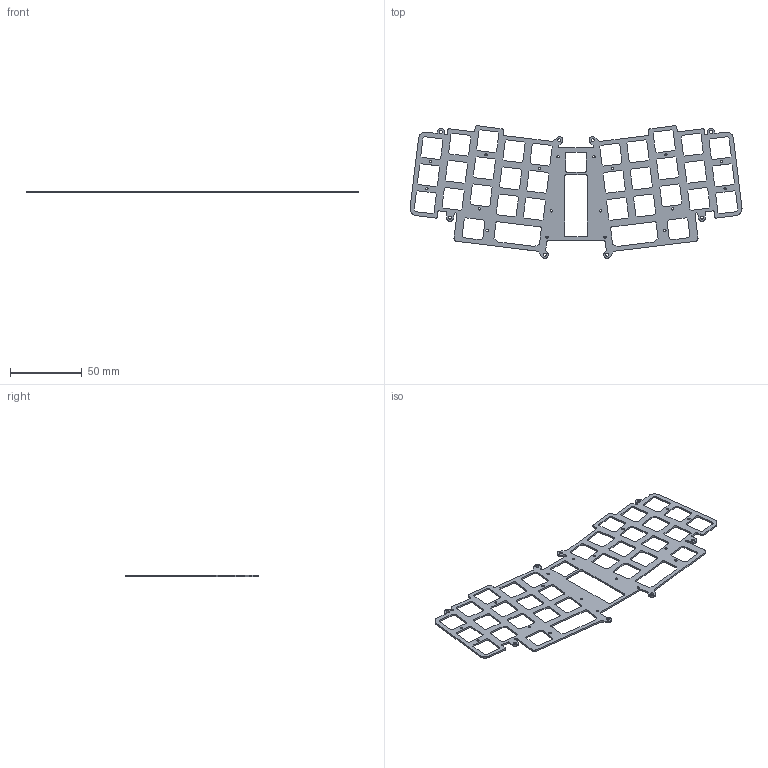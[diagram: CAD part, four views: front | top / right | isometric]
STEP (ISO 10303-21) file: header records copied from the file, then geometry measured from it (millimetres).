
FILE_DESCRIPTION(('KiCad electronic assembly'),'2;1');
FILE_NAME('plate-3D.step','2024-02-07T04:26:58',('Pcbnew'),('Kicad'), 'Open CASCADE STEP processor 7.6','KiCad to STEP converter','Unknown' );
FILE_SCHEMA(('AUTOMOTIVE_DESIGN { 1 0 10303 214 1 1 1 1 }'));
Length unit declared in the file: millimetre
Products named in the file (2): plate-3D 1; plate PCB
Assembly tree (1 placements, depth 2):
  plate-3D 1
    plate PCB
Bounding box: 231.63 x 92.48 x 1.2 mm (x, y, z)
Volume: 9566.6 mm3; surface area: 19497.5 mm2
Topology: 1 solids, 1 shells, 989 faces, 2961 edges, 1974 vertices
Faces by surface type: plane 963, cylinder 26
Full cylindrical faces by diameter (mm): 1.6 x18, 2.1 x8
Entity records: 71591 total; most frequent: CARTESIAN_POINT 12160, DIRECTION 10865, LINE 8779, VECTOR 8779, ORIENTED_EDGE 5922, PCURVE 5922, DEFINITIONAL_REPRESENTATION 5922, EDGE_CURVE 2961
